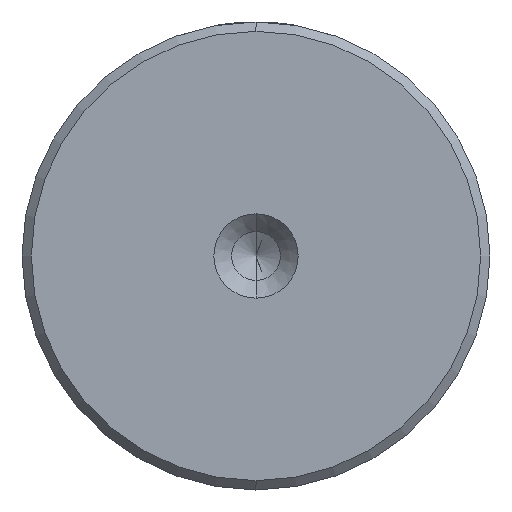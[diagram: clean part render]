
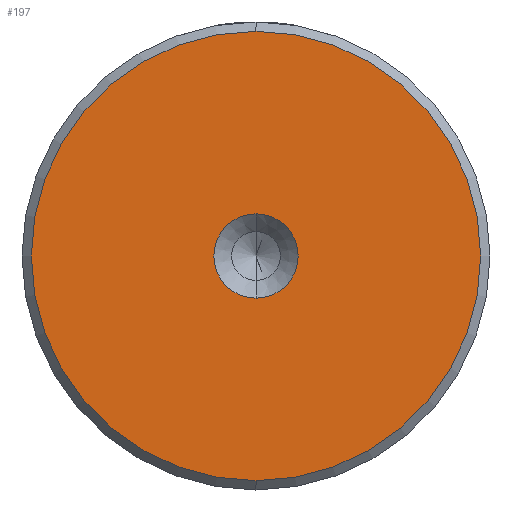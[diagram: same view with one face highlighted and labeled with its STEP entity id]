
A CAD part, left-side view. The second image highlights one B-rep face of the part: STEP entity #197.
In plain terms, the highlighted planar face has unit normal (-1, 0, 0).
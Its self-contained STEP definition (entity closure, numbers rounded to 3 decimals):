
#32 = DIRECTION ( 'NONE',  ( -1., 0., 0. ) ) ;
#53 = CARTESIAN_POINT ( 'NONE',  ( 0., 0., -12. ) ) ;
#117 = DIRECTION ( 'NONE',  ( -1., 0., 0. ) ) ;
#174 = FACE_BOUND ( 'NONE', #2146, .T. ) ;
#197 = ADVANCED_FACE ( 'NONE', ( #1449, #174 ), #1688, .T. ) ;
#225 = ORIENTED_EDGE ( 'NONE', *, *, #2236, .F. ) ;
#252 = ORIENTED_EDGE ( 'NONE', *, *, #1330, .T. ) ;
#324 = DIRECTION ( 'NONE',  ( -1., 0., 0. ) ) ;
#325 = CARTESIAN_POINT ( 'NONE',  ( 0., 0., 0. ) ) ;
#360 = CIRCLE ( 'NONE', #637, 12. ) ;
#415 = VERTEX_POINT ( 'NONE', #53 ) ;
#455 = CARTESIAN_POINT ( 'NONE',  ( 0., 0., -2.25 ) ) ;
#457 = VERTEX_POINT ( 'NONE', #1349 ) ;
#499 = AXIS2_PLACEMENT_3D ( 'NONE', #1678, #1671, #1523 ) ;
#505 = DIRECTION ( 'NONE',  ( 0., 0., 1. ) ) ;
#518 = ORIENTED_EDGE ( 'NONE', *, *, #1069, .F. ) ;
#604 = CIRCLE ( 'NONE', #976, 2.25 ) ;
#637 = AXIS2_PLACEMENT_3D ( 'NONE', #1090, #32, #1250 ) ;
#844 = VERTEX_POINT ( 'NONE', #1670 ) ;
#860 = CIRCLE ( 'NONE', #1197, 2.25 ) ;
#894 = CIRCLE ( 'NONE', #2039, 12. ) ;
#976 = AXIS2_PLACEMENT_3D ( 'NONE', #325, #1540, #505 ) ;
#1055 = EDGE_LOOP ( 'NONE', ( #1079, #252 ) ) ;
#1069 = EDGE_CURVE ( 'NONE', #1872, #457, #604, .T. ) ;
#1079 = ORIENTED_EDGE ( 'NONE', *, *, #1529, .T. ) ;
#1090 = CARTESIAN_POINT ( 'NONE',  ( 0., 0., 0. ) ) ;
#1166 = CARTESIAN_POINT ( 'NONE',  ( 0., 0., 0. ) ) ;
#1197 = AXIS2_PLACEMENT_3D ( 'NONE', #1166, #117, #1332 ) ;
#1250 = DIRECTION ( 'NONE',  ( 0., 0., 1. ) ) ;
#1330 = EDGE_CURVE ( 'NONE', #844, #415, #360, .T. ) ;
#1332 = DIRECTION ( 'NONE',  ( 0., 0., 1. ) ) ;
#1349 = CARTESIAN_POINT ( 'NONE',  ( 0., 0., 2.25 ) ) ;
#1357 = CARTESIAN_POINT ( 'NONE',  ( 0., 0., 0. ) ) ;
#1449 = FACE_OUTER_BOUND ( 'NONE', #1055, .T. ) ;
#1523 = DIRECTION ( 'NONE',  ( 0., 0., 1. ) ) ;
#1529 = EDGE_CURVE ( 'NONE', #415, #844, #894, .T. ) ;
#1536 = DIRECTION ( 'NONE',  ( 0., 0., 1. ) ) ;
#1540 = DIRECTION ( 'NONE',  ( -1., 0., 0. ) ) ;
#1670 = CARTESIAN_POINT ( 'NONE',  ( 0., 0., 12. ) ) ;
#1671 = DIRECTION ( 'NONE',  ( -1., 0., 0. ) ) ;
#1678 = CARTESIAN_POINT ( 'NONE',  ( 0., 0., 0. ) ) ;
#1688 = PLANE ( 'NONE',  #499 ) ;
#1872 = VERTEX_POINT ( 'NONE', #455 ) ;
#2039 = AXIS2_PLACEMENT_3D ( 'NONE', #1357, #324, #1536 ) ;
#2146 = EDGE_LOOP ( 'NONE', ( #225, #518 ) ) ;
#2236 = EDGE_CURVE ( 'NONE', #457, #1872, #860, .T. ) ;
